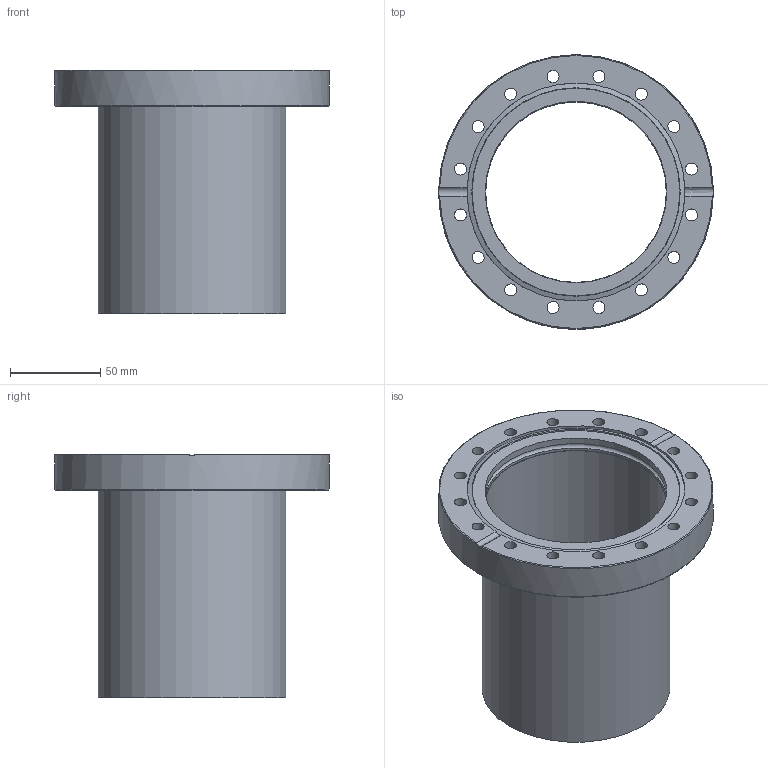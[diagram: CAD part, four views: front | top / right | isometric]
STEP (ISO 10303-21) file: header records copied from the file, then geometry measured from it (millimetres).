
FILE_DESCRIPTION((''),'2;1');
FILE_NAME('TU100T-316LNS.stp','2009-04-03T10:40:55',('hasers'),(''),'Autodesk Inventor 2008','Autodesk Inventor 2008','');
FILE_SCHEMA(('AUTOMOTIVE_DESIGN { 1 0 10303 214 1 1 1 1 }'));
Length unit declared in the file: millimetre
Products named in the file (3): TU100T-316LNS; CF-07 [Keywords [Summary]=1.4429][Company [Summary]=Vacom][Title [Summary]=F100B104T]; Rohre [Subject [Summary]=normal][Keywords [Summary]=1.4404][Title [Summary]=104x2,0 (0,5m)]_1
Assembly tree (2 placements, depth 2):
  TU100T-316LNS
    CF-07 [Keywords [Summary]=1.4429][Company [Summary]=Vacom][Title [Summary]=F100B104T]
    Rohre [Subject [Summary]=normal][Keywords [Summary]=1.4404][Title [Summary]=104x2,0 (0,5m)]_1
Bounding box: 152 x 152 x 135 mm (x, y, z)
Volume: 261816 mm3; surface area: 124429.4 mm2
Topology: 2 solids, 2 shells, 39 faces, 112 edges, 78 vertices
Faces by surface type: bspline 17, cylinder 8, plane 7, torus 5, cone 2
Full cylindrical faces by diameter (mm): 100 x1, 100.5 x2, 104 x1, 104.3 x1, 120.6 x1, 152 x1
Entity records: 1500 total; most frequent: CARTESIAN_POINT 575, DIRECTION 166, ORIENTED_EDGE 132, EDGE_LOOP 104, AXIS2_PLACEMENT_3D 81, EDGE_CURVE 66, FACE_BOUND 65, VERTEX_POINT 60
